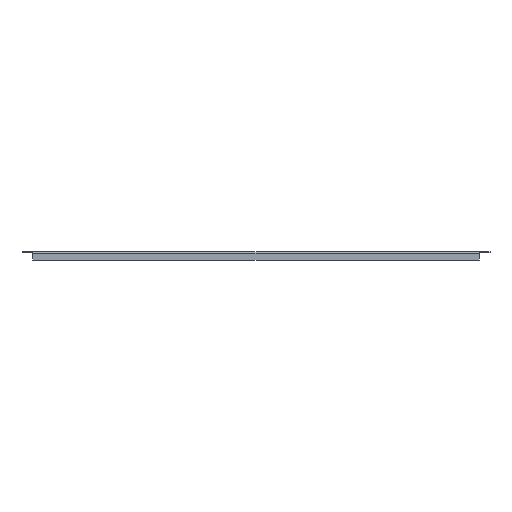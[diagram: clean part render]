
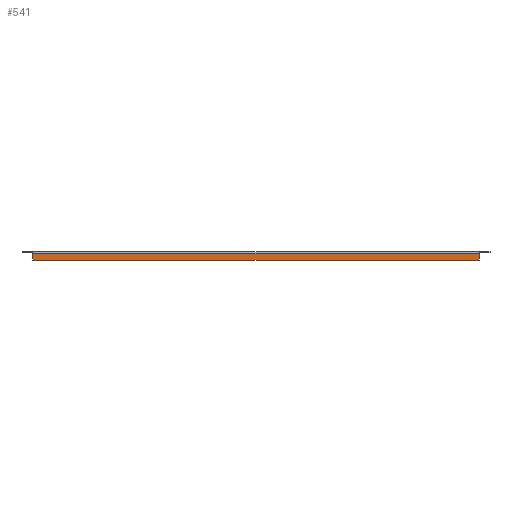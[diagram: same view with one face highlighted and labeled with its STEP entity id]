
A CAD part, front view. The second image highlights one B-rep face of the part: STEP entity #541.
In plain terms, the highlighted planar face has unit normal (0, -1, 0).
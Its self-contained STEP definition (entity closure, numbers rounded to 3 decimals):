
#115 = DIRECTION ( 'NONE',  ( 0., 0., 1. ) ) ;
#147 = DIRECTION ( 'NONE',  ( -1., 0., 0. ) ) ;
#162 = EDGE_LOOP ( 'NONE', ( #1175, #210, #370, #1362 ) ) ;
#210 = ORIENTED_EDGE ( 'NONE', *, *, #1508, .T. ) ;
#247 = VERTEX_POINT ( 'NONE', #1506 ) ;
#291 = EDGE_CURVE ( 'NONE', #1202, #1535, #1786, .T. ) ;
#337 = DIRECTION ( 'NONE',  ( 0., -1., 0. ) ) ;
#356 = EDGE_CURVE ( 'NONE', #247, #1202, #969, .T. ) ;
#370 = ORIENTED_EDGE ( 'NONE', *, *, #291, .F. ) ;
#420 = VECTOR ( 'NONE', #147, 1000. ) ;
#512 = DIRECTION ( 'NONE',  ( -1., 0., 0. ) ) ;
#541 = ADVANCED_FACE ( 'NONE', ( #1178 ), #1425, .T. ) ;
#587 = CARTESIAN_POINT ( 'NONE',  ( 1111.5, -229.5, -20. ) ) ;
#692 = AXIS2_PLACEMENT_3D ( 'NONE', #1042, #337, #904 ) ;
#876 = CARTESIAN_POINT ( 'NONE',  ( 26., -229.5, -20. ) ) ;
#904 = DIRECTION ( 'NONE',  ( 0., 0., -1. ) ) ;
#969 = LINE ( 'NONE', #1548, #420 ) ;
#1042 = CARTESIAN_POINT ( 'NONE',  ( 0., -229.5, 0. ) ) ;
#1135 = CARTESIAN_POINT ( 'NONE',  ( 1111.5, -229.5, -3.5 ) ) ;
#1175 = ORIENTED_EDGE ( 'NONE', *, *, #1561, .F. ) ;
#1178 = FACE_OUTER_BOUND ( 'NONE', #162, .T. ) ;
#1200 = CARTESIAN_POINT ( 'NONE',  ( 26., -229.5, -2.5 ) ) ;
#1202 = VERTEX_POINT ( 'NONE', #876 ) ;
#1246 = VECTOR ( 'NONE', #115, 1000. ) ;
#1362 = ORIENTED_EDGE ( 'NONE', *, *, #356, .F. ) ;
#1422 = VECTOR ( 'NONE', #1814, 1000. ) ;
#1425 = PLANE ( 'NONE',  #692 ) ;
#1500 = CARTESIAN_POINT ( 'NONE',  ( 0., -229.5, -3.5 ) ) ;
#1506 = CARTESIAN_POINT ( 'NONE',  ( 1111.5, -229.5, -20. ) ) ;
#1508 = EDGE_CURVE ( 'NONE', #1615, #1535, #1629, .T. ) ;
#1535 = VERTEX_POINT ( 'NONE', #1673 ) ;
#1541 = LINE ( 'NONE', #587, #1422 ) ;
#1548 = CARTESIAN_POINT ( 'NONE',  ( 26., -229.5, -20. ) ) ;
#1561 = EDGE_CURVE ( 'NONE', #1615, #247, #1541, .T. ) ;
#1615 = VERTEX_POINT ( 'NONE', #1135 ) ;
#1629 = LINE ( 'NONE', #1500, #1682 ) ;
#1673 = CARTESIAN_POINT ( 'NONE',  ( 26., -229.5, -3.5 ) ) ;
#1682 = VECTOR ( 'NONE', #512, 1000. ) ;
#1786 = LINE ( 'NONE', #1200, #1246 ) ;
#1814 = DIRECTION ( 'NONE',  ( 0., 0., -1. ) ) ;
